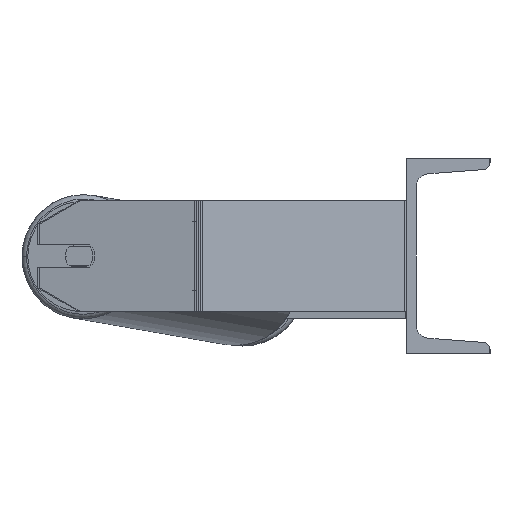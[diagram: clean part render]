
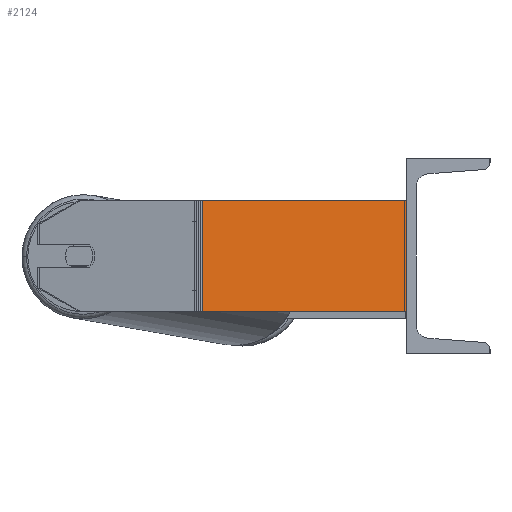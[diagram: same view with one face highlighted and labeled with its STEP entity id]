
A CAD part, left-side view. The second image highlights one B-rep face of the part: STEP entity #2124.
In plain terms, the highlighted planar face has unit normal (-0.985, -0.174, 0).
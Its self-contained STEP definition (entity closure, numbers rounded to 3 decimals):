
#92 = PLANE ( 'NONE',  #1235 ) ;
#733 = CARTESIAN_POINT ( 'NONE',  ( -1010.712, 145.82, 40. ) ) ;
#863 = DIRECTION ( 'NONE',  ( 0.174, -0.985, 0. ) ) ;
#1127 = CARTESIAN_POINT ( 'NONE',  ( -985., 0., 40. ) ) ;
#1235 = AXIS2_PLACEMENT_3D ( 'NONE', #7546, #5043, #7805 ) ;
#1385 = EDGE_CURVE ( 'NONE', #2449, #5331, #2341, .T. ) ;
#1438 = VECTOR ( 'NONE', #863, 1000. ) ;
#1975 = CARTESIAN_POINT ( 'NONE',  ( -1010.712, 145.82, -40. ) ) ;
#2124 = ADVANCED_FACE ( 'NONE', ( #2166 ), #92, .F. ) ;
#2144 = CARTESIAN_POINT ( 'NONE',  ( -985., 0., -40. ) ) ;
#2146 = ORIENTED_EDGE ( 'NONE', *, *, #8716, .F. ) ;
#2166 = FACE_OUTER_BOUND ( 'NONE', #6396, .T. ) ;
#2190 = EDGE_CURVE ( 'NONE', #7242, #2449, #2596, .T. ) ;
#2341 = LINE ( 'NONE', #6751, #4337 ) ;
#2449 = VERTEX_POINT ( 'NONE', #1975 ) ;
#2596 = LINE ( 'NONE', #733, #6554 ) ;
#2820 = VECTOR ( 'NONE', #4730, 1000. ) ;
#3130 = DIRECTION ( 'NONE',  ( 0.174, -0.985, 0. ) ) ;
#3576 = ORIENTED_EDGE ( 'NONE', *, *, #1385, .T. ) ;
#3698 = ORIENTED_EDGE ( 'NONE', *, *, #6895, .F. ) ;
#3870 = LINE ( 'NONE', #1127, #2820 ) ;
#4337 = VECTOR ( 'NONE', #3130, 1000. ) ;
#4350 = ORIENTED_EDGE ( 'NONE', *, *, #2190, .T. ) ;
#4730 = DIRECTION ( 'NONE',  ( 0., 0., -1. ) ) ;
#5043 = DIRECTION ( 'NONE',  ( 0.985, 0.174, 0. ) ) ;
#5331 = VERTEX_POINT ( 'NONE', #2144 ) ;
#5785 = CARTESIAN_POINT ( 'NONE',  ( -985., 0., 40. ) ) ;
#6396 = EDGE_LOOP ( 'NONE', ( #3576, #2146, #3698, #4350 ) ) ;
#6469 = CARTESIAN_POINT ( 'NONE',  ( -1010.712, 145.82, 40. ) ) ;
#6554 = VECTOR ( 'NONE', #8546, 1000. ) ;
#6751 = CARTESIAN_POINT ( 'NONE',  ( -1011.202, 148.598, -40. ) ) ;
#6895 = EDGE_CURVE ( 'NONE', #7242, #8080, #8681, .T. ) ;
#7154 = CARTESIAN_POINT ( 'NONE',  ( -1011.202, 148.598, 40. ) ) ;
#7242 = VERTEX_POINT ( 'NONE', #6469 ) ;
#7546 = CARTESIAN_POINT ( 'NONE',  ( -1011.202, 148.598, 40. ) ) ;
#7805 = DIRECTION ( 'NONE',  ( -0.174, 0.985, 0. ) ) ;
#8080 = VERTEX_POINT ( 'NONE', #5785 ) ;
#8546 = DIRECTION ( 'NONE',  ( 0., 0., -1. ) ) ;
#8681 = LINE ( 'NONE', #7154, #1438 ) ;
#8716 = EDGE_CURVE ( 'NONE', #8080, #5331, #3870, .T. ) ;
